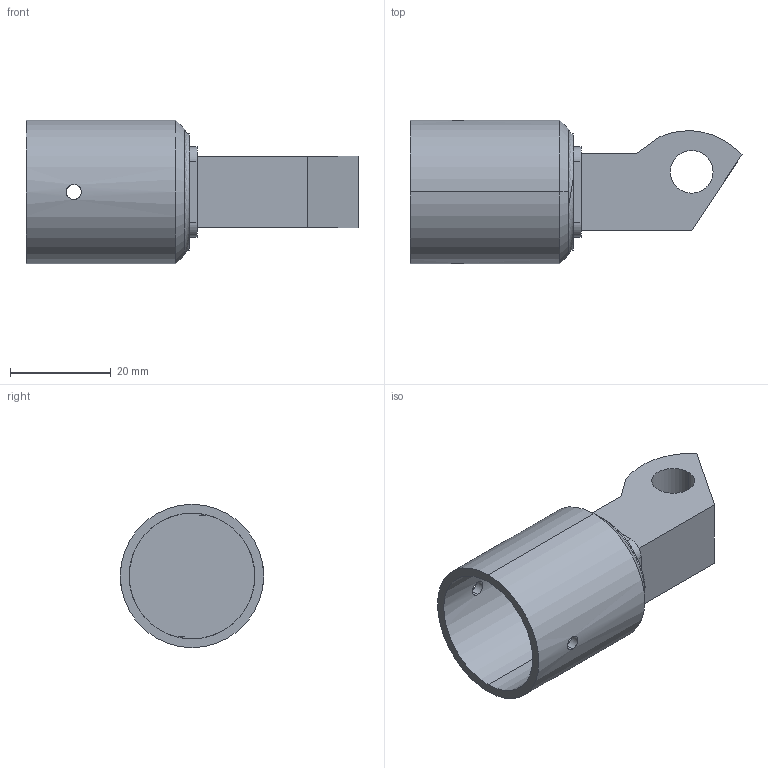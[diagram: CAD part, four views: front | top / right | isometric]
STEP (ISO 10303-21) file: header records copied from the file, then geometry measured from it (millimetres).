
FILE_DESCRIPTION (( 'STEP AP203' ), '1' );
FILE_NAME ('Tarot Landing Gear Leg Mount_Default_sldprt.STEP', '2017-11-29T20:52:20', ( '' ), ( '' ), 'SwSTEP 2.0', 'SolidWorks 2017', '' );
FILE_SCHEMA (( 'CONFIG_CONTROL_DESIGN' ));
Length unit declared in the file: millimetre
Products named in the file (1): Tarot Landing Gear Leg Mount_Default_sldprt
Bounding box: 66 x 28.5 x 28.5 mm (x, y, z)
Volume: 11380.4 mm3; surface area: 8693.2 mm2
Topology: 2 solids, 2 shells, 33 faces, 80 edges, 52 vertices
Faces by surface type: cylinder 15, plane 14, cone 2, bspline 2
Entity records: 1275 total; most frequent: CARTESIAN_POINT 410, DIRECTION 160, ORIENTED_EDGE 160, EDGE_CURVE 80, AXIS2_PLACEMENT_3D 58, VERTEX_POINT 52, LINE 44, VECTOR 44
